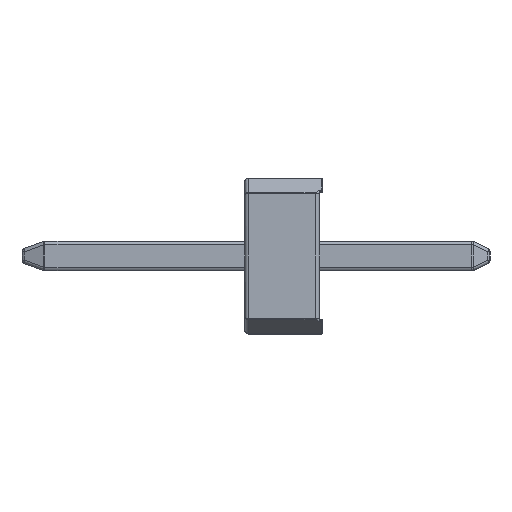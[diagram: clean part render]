
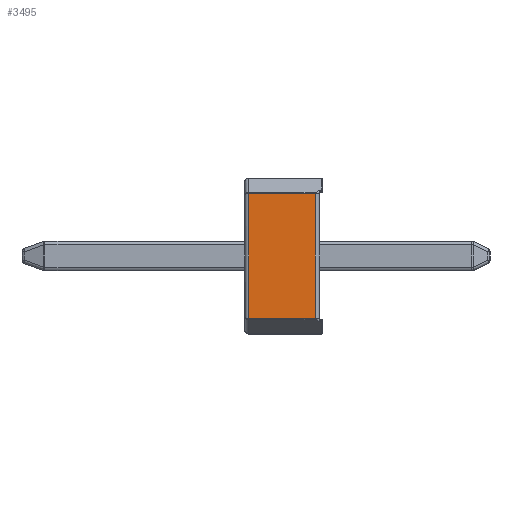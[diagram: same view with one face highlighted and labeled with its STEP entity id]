
A CAD part, left-side view. The second image highlights one B-rep face of the part: STEP entity #3495.
In plain terms, the highlighted planar face has unit normal (-1, 0, 0).
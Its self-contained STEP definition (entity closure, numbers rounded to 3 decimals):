
#14 = B_SPLINE_CURVE_WITH_KNOTS ( 'NONE', 3,
 ( #1902, #4638, #5575, #2826, #39, #3274, #513, #3739, #979, #4190, #1463, #4661, #1927 ),
 .UNSPECIFIED., .F., .F.,
 ( 4, 3, 3, 3, 4 ),
 ( 0., 0., 0., 0., 0. ),
 .UNSPECIFIED. ) ;
#39 = CARTESIAN_POINT ( 'NONE',  ( -0.635, -0.945, 0.838 ) ) ;
#227 = CARTESIAN_POINT ( 'NONE',  ( -0.635, -0.944, -0.839 ) ) ;
#272 = EDGE_CURVE ( 'NONE', #3499, #3013, #511, .T. ) ;
#318 = EDGE_CURVE ( 'NONE', #2371, #1212, #5643, .T. ) ;
#340 = CARTESIAN_POINT ( 'NONE',  ( -0.635, -0.944, -0.84 ) ) ;
#511 = LINE ( 'NONE', #5218, #3902 ) ;
#513 = CARTESIAN_POINT ( 'NONE',  ( -0.635, -0.944, 0.839 ) ) ;
#594 = ORIENTED_EDGE ( 'NONE', *, *, #1016, .T. ) ;
#640 = CARTESIAN_POINT ( 'NONE',  ( -0.635, -1., 0. ) ) ;
#700 = CARTESIAN_POINT ( 'NONE',  ( -0.635, -0.945, -0.838 ) ) ;
#736 = CARTESIAN_POINT ( 'NONE',  ( -0.635, -0.05, 0.84 ) ) ;
#815 = CARTESIAN_POINT ( 'NONE',  ( -0.635, -0.944, -0.84 ) ) ;
#979 = CARTESIAN_POINT ( 'NONE',  ( -0.635, -0.944, 0.839 ) ) ;
#990 = CARTESIAN_POINT ( 'NONE',  ( -0.635, -0.95, 0.835 ) ) ;
#1016 = EDGE_CURVE ( 'NONE', #3013, #1361, #5346, .T. ) ;
#1049 = EDGE_CURVE ( 'NONE', #1139, #2371, #5698, .T. ) ;
#1111 = DIRECTION ( 'NONE',  ( 0., 0., -1. ) ) ;
#1139 = VERTEX_POINT ( 'NONE', #2347 ) ;
#1174 = CARTESIAN_POINT ( 'NONE',  ( -0.635, -0.945, -0.838 ) ) ;
#1184 = ORIENTED_EDGE ( 'NONE', *, *, #272, .T. ) ;
#1212 = VERTEX_POINT ( 'NONE', #2223 ) ;
#1281 = CARTESIAN_POINT ( 'NONE',  ( -0.635, -0.944, -0.839 ) ) ;
#1304 = LINE ( 'NONE', #2043, #2384 ) ;
#1351 = EDGE_CURVE ( 'NONE', #4234, #5972, #2324, .T. ) ;
#1361 = VERTEX_POINT ( 'NONE', #2378 ) ;
#1392 = CARTESIAN_POINT ( 'NONE',  ( -0.635, -0.947, -0.837 ) ) ;
#1416 = DIRECTION ( 'NONE',  ( 0., 1., 0. ) ) ;
#1463 = CARTESIAN_POINT ( 'NONE',  ( -0.635, -0.944, 0.84 ) ) ;
#1468 = CARTESIAN_POINT ( 'NONE',  ( -0.635, -0.949, 0.836 ) ) ;
#1562 = CARTESIAN_POINT ( 'NONE',  ( -0.635, -0.944, -0.84 ) ) ;
#1639 = CARTESIAN_POINT ( 'NONE',  ( -0.635, -0.946, -0.837 ) ) ;
#1807 = EDGE_CURVE ( 'NONE', #5972, #1139, #1304, .T. ) ;
#1855 = AXIS2_PLACEMENT_3D ( 'NONE', #640, #3862, #1111 ) ;
#1859 = CARTESIAN_POINT ( 'NONE',  ( -0.635, -0.949, -0.836 ) ) ;
#1902 = CARTESIAN_POINT ( 'NONE',  ( -0.635, -0.946, 0.837 ) ) ;
#1927 = CARTESIAN_POINT ( 'NONE',  ( -0.635, -0.944, 0.84 ) ) ;
#1933 = CARTESIAN_POINT ( 'NONE',  ( -0.635, -0.947, 0.837 ) ) ;
#1988 = PLANE ( 'NONE',  #1855 ) ;
#2019 = FACE_OUTER_BOUND ( 'NONE', #3588, .T. ) ;
#2043 = CARTESIAN_POINT ( 'NONE',  ( -0.635, -0.05, -0.85 ) ) ;
#2047 = VECTOR ( 'NONE', #4212, 1000. ) ;
#2103 = CARTESIAN_POINT ( 'NONE',  ( -0.635, -0.946, -0.837 ) ) ;
#2222 = B_SPLINE_CURVE_WITH_KNOTS ( 'NONE', 3,
 ( #4125, #1392, #4591, #1859, #5070, #2321, #5523 ),
 .UNSPECIFIED., .F., .F.,
 ( 4, 3, 4 ),
 ( 0., 0., 0. ),
 .UNSPECIFIED. ) ;
#2223 = CARTESIAN_POINT ( 'NONE',  ( -0.635, -0.946, -0.837 ) ) ;
#2321 = CARTESIAN_POINT ( 'NONE',  ( -0.635, -0.95, -0.835 ) ) ;
#2324 = LINE ( 'NONE', #4179, #4601 ) ;
#2347 = CARTESIAN_POINT ( 'NONE',  ( -0.635, -0.05, -0.84 ) ) ;
#2371 = VERTEX_POINT ( 'NONE', #1562 ) ;
#2378 = CARTESIAN_POINT ( 'NONE',  ( -0.635, -0.946, 0.837 ) ) ;
#2384 = VECTOR ( 'NONE', #5252, 1000. ) ;
#2471 = DIRECTION ( 'NONE',  ( 0., 0., 1. ) ) ;
#2710 = EDGE_CURVE ( 'NONE', #1361, #4234, #14, .T. ) ;
#2826 = CARTESIAN_POINT ( 'NONE',  ( -0.635, -0.945, 0.838 ) ) ;
#2829 = CARTESIAN_POINT ( 'NONE',  ( -0.635, -1., -0.84 ) ) ;
#2965 = CARTESIAN_POINT ( 'NONE',  ( -0.635, -0.944, -0.839 ) ) ;
#2983 = CARTESIAN_POINT ( 'NONE',  ( -0.635, -0.944, 0.84 ) ) ;
#3013 = VERTEX_POINT ( 'NONE', #4899 ) ;
#3274 = CARTESIAN_POINT ( 'NONE',  ( -0.635, -0.945, 0.838 ) ) ;
#3447 = CARTESIAN_POINT ( 'NONE',  ( -0.635, -0.944, -0.839 ) ) ;
#3495 = ADVANCED_FACE ( 'NONE', ( #2019 ), #1988, .F. ) ;
#3499 = VERTEX_POINT ( 'NONE', #3839 ) ;
#3588 = EDGE_LOOP ( 'NONE', ( #5324, #4860, #4807, #3800, #1184, #594, #5546, #3649 ) ) ;
#3649 = ORIENTED_EDGE ( 'NONE', *, *, #1351, .T. ) ;
#3739 = CARTESIAN_POINT ( 'NONE',  ( -0.635, -0.944, 0.839 ) ) ;
#3745 = CARTESIAN_POINT ( 'NONE',  ( -0.635, -0.95, 0.835 ) ) ;
#3800 = ORIENTED_EDGE ( 'NONE', *, *, #4962, .T. ) ;
#3839 = CARTESIAN_POINT ( 'NONE',  ( -0.635, -0.95, -0.835 ) ) ;
#3862 = DIRECTION ( 'NONE',  ( 1., 0., 0. ) ) ;
#3902 = VECTOR ( 'NONE', #2471, 1000. ) ;
#3917 = CARTESIAN_POINT ( 'NONE',  ( -0.635, -0.945, -0.838 ) ) ;
#4125 = CARTESIAN_POINT ( 'NONE',  ( -0.635, -0.946, -0.837 ) ) ;
#4179 = CARTESIAN_POINT ( 'NONE',  ( -0.635, -0.05, 0.84 ) ) ;
#4190 = CARTESIAN_POINT ( 'NONE',  ( -0.635, -0.944, 0.839 ) ) ;
#4196 = CARTESIAN_POINT ( 'NONE',  ( -0.635, -0.949, 0.835 ) ) ;
#4212 = DIRECTION ( 'NONE',  ( 0., -1., 0. ) ) ;
#4234 = VERTEX_POINT ( 'NONE', #2983 ) ;
#4376 = CARTESIAN_POINT ( 'NONE',  ( -0.635, -0.945, -0.838 ) ) ;
#4591 = CARTESIAN_POINT ( 'NONE',  ( -0.635, -0.948, -0.836 ) ) ;
#4601 = VECTOR ( 'NONE', #1416, 1000. ) ;
#4638 = CARTESIAN_POINT ( 'NONE',  ( -0.635, -0.946, 0.837 ) ) ;
#4661 = CARTESIAN_POINT ( 'NONE',  ( -0.635, -0.944, 0.84 ) ) ;
#4670 = CARTESIAN_POINT ( 'NONE',  ( -0.635, -0.948, 0.836 ) ) ;
#4807 = ORIENTED_EDGE ( 'NONE', *, *, #318, .T. ) ;
#4847 = CARTESIAN_POINT ( 'NONE',  ( -0.635, -0.946, -0.837 ) ) ;
#4860 = ORIENTED_EDGE ( 'NONE', *, *, #1049, .T. ) ;
#4899 = CARTESIAN_POINT ( 'NONE',  ( -0.635, -0.95, 0.835 ) ) ;
#4962 = EDGE_CURVE ( 'NONE', #1212, #3499, #2222, .T. ) ;
#5070 = CARTESIAN_POINT ( 'NONE',  ( -0.635, -0.949, -0.835 ) ) ;
#5139 = CARTESIAN_POINT ( 'NONE',  ( -0.635, -0.946, 0.837 ) ) ;
#5218 = CARTESIAN_POINT ( 'NONE',  ( -0.635, -0.95, 0. ) ) ;
#5252 = DIRECTION ( 'NONE',  ( 0., 0., -1. ) ) ;
#5324 = ORIENTED_EDGE ( 'NONE', *, *, #1807, .T. ) ;
#5346 = B_SPLINE_CURVE_WITH_KNOTS ( 'NONE', 3,
 ( #990, #3745, #4196, #1468, #4670, #1933, #5139 ),
 .UNSPECIFIED., .F., .F.,
 ( 4, 3, 4 ),
 ( 0., 0., 0. ),
 .UNSPECIFIED. ) ;
#5523 = CARTESIAN_POINT ( 'NONE',  ( -0.635, -0.95, -0.835 ) ) ;
#5546 = ORIENTED_EDGE ( 'NONE', *, *, #2710, .T. ) ;
#5575 = CARTESIAN_POINT ( 'NONE',  ( -0.635, -0.946, 0.837 ) ) ;
#5643 = B_SPLINE_CURVE_WITH_KNOTS ( 'NONE', 3,
 ( #815, #340, #2965, #1281, #227, #3447, #700, #3917, #1174, #4376, #1639, #4847, #2103 ),
 .UNSPECIFIED., .F., .F.,
 ( 4, 3, 3, 3, 4 ),
 ( 0., 0., 0., 0., 0. ),
 .UNSPECIFIED. ) ;
#5698 = LINE ( 'NONE', #2829, #2047 ) ;
#5972 = VERTEX_POINT ( 'NONE', #736 ) ;
